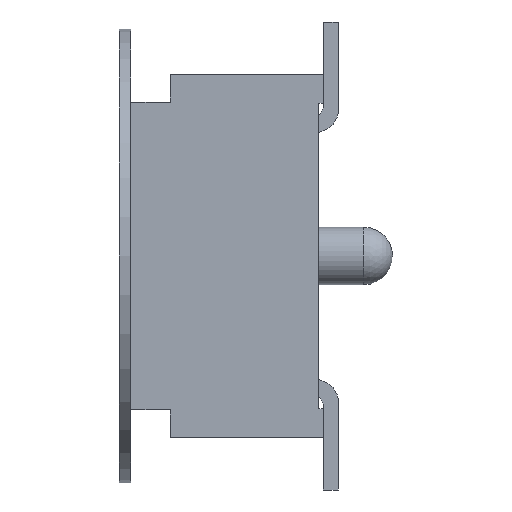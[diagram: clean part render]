
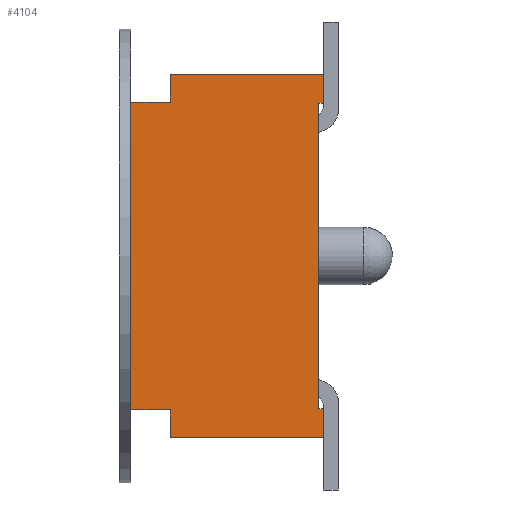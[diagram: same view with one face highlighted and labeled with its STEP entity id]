
A CAD part, left-side view. The second image highlights one B-rep face of the part: STEP entity #4104.
In plain terms, the highlighted planar face has unit normal (-1, 0, 0).
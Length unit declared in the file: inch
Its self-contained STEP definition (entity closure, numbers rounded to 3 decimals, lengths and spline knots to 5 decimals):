
#125=ORIENTED_EDGE('',*,*,#1309,.T.);
#126=ORIENTED_EDGE('',*,*,#1310,.T.);
#127=ORIENTED_EDGE('',*,*,#1311,.F.);
#128=ORIENTED_EDGE('',*,*,#1312,.T.);
#129=ORIENTED_EDGE('',*,*,#1313,.T.);
#130=ORIENTED_EDGE('',*,*,#1314,.T.);
#131=ORIENTED_EDGE('',*,*,#1315,.T.);
#132=ORIENTED_EDGE('',*,*,#1316,.T.);
#133=ORIENTED_EDGE('',*,*,#1317,.T.);
#134=ORIENTED_EDGE('',*,*,#1318,.T.);
#135=ORIENTED_EDGE('',*,*,#1319,.T.);
#136=ORIENTED_EDGE('',*,*,#1320,.F.);
#1309=EDGE_CURVE('',#1901,#1902,#2273,.T.);
#1310=EDGE_CURVE('',#1902,#1903,#2274,.T.);
#1311=EDGE_CURVE('',#1904,#1903,#2275,.T.);
#1312=EDGE_CURVE('',#1904,#1905,#2276,.T.);
#1313=EDGE_CURVE('',#1905,#1906,#2277,.T.);
#1314=EDGE_CURVE('',#1906,#1907,#2278,.T.);
#1315=EDGE_CURVE('',#1907,#1908,#2279,.T.);
#1316=EDGE_CURVE('',#1908,#1909,#2280,.T.);
#1317=EDGE_CURVE('',#1909,#1910,#2281,.T.);
#1318=EDGE_CURVE('',#1910,#1911,#2282,.T.);
#1319=EDGE_CURVE('',#1911,#1912,#2283,.T.);
#1320=EDGE_CURVE('',#1901,#1912,#2284,.T.);
#1901=VERTEX_POINT('',#5822);
#1902=VERTEX_POINT('',#5823);
#1903=VERTEX_POINT('',#5825);
#1904=VERTEX_POINT('',#5827);
#1905=VERTEX_POINT('',#5829);
#1906=VERTEX_POINT('',#5831);
#1907=VERTEX_POINT('',#5833);
#1908=VERTEX_POINT('',#5835);
#1909=VERTEX_POINT('',#5837);
#1910=VERTEX_POINT('',#5839);
#1911=VERTEX_POINT('',#5841);
#1912=VERTEX_POINT('',#5843);
#2273=LINE('',#5821,#2813);
#2274=LINE('',#5824,#2814);
#2275=LINE('',#5826,#2815);
#2276=LINE('',#5828,#2816);
#2277=LINE('',#5830,#2817);
#2278=LINE('',#5832,#2818);
#2279=LINE('',#5834,#2819);
#2280=LINE('',#5836,#2820);
#2281=LINE('',#5838,#2821);
#2282=LINE('',#5840,#2822);
#2283=LINE('',#5842,#2823);
#2284=LINE('',#5844,#2824);
#2813=VECTOR('',#4691,39.37008);
#2814=VECTOR('',#4692,39.37008);
#2815=VECTOR('',#4693,39.37008);
#2816=VECTOR('',#4694,39.37008);
#2817=VECTOR('',#4695,39.37008);
#2818=VECTOR('',#4696,39.37008);
#2819=VECTOR('',#4697,39.37008);
#2820=VECTOR('',#4698,39.37008);
#2821=VECTOR('',#4699,39.37008);
#2822=VECTOR('',#4700,39.37008);
#2823=VECTOR('',#4701,39.37008);
#2824=VECTOR('',#4702,39.37008);
#3353=EDGE_LOOP('',(#125,#126,#127,#128,#129,#130,#131,#132,#133,#134,#135,
#136));
#3623=FACE_BOUND('',#3353,.T.);
#3893=PLANE('',#4392);
#4104=ADVANCED_FACE('',(#3623),#3893,.F.);
#4392=AXIS2_PLACEMENT_3D('',#5820,#4689,#4690);
#4689=DIRECTION('',(1.,0.,0.));
#4690=DIRECTION('',(0.,0.,-1.));
#4691=DIRECTION('',(0.,0.,-1.));
#4692=DIRECTION('',(0.,1.,0.));
#4693=DIRECTION('',(0.,0.,1.));
#4694=DIRECTION('',(0.,-1.,0.));
#4695=DIRECTION('',(0.,0.,-1.));
#4696=DIRECTION('',(0.,-1.,0.));
#4697=DIRECTION('',(0.,0.,1.));
#4698=DIRECTION('',(0.,1.,0.));
#4699=DIRECTION('',(0.,0.,1.));
#4700=DIRECTION('',(0.,-1.,0.));
#4701=DIRECTION('',(0.,0.,1.));
#4702=DIRECTION('',(0.,-1.,0.));
#5820=CARTESIAN_POINT('',(0.,0.0835,-0.07875));
#5821=CARTESIAN_POINT('',(0.,0.0665,0.11675));
#5822=CARTESIAN_POINT('',(0.,0.0665,0.07875));
#5823=CARTESIAN_POINT('',(0.,0.0665,0.06675));
#5824=CARTESIAN_POINT('',(0.,0.0665,0.06675));
#5825=CARTESIAN_POINT('',(0.,0.0835,0.06675));
#5826=CARTESIAN_POINT('',(0.,0.0835,-0.07875));
#5827=CARTESIAN_POINT('',(0.,0.0835,-0.06675));
#5828=CARTESIAN_POINT('',(0.,0.0835,-0.06675));
#5829=CARTESIAN_POINT('',(0.,0.0665,-0.06675));
#5830=CARTESIAN_POINT('',(0.,0.0665,-0.06675));
#5831=CARTESIAN_POINT('',(0.,0.0665,-0.07875));
#5832=CARTESIAN_POINT('',(0.,0.0835,-0.07875));
#5833=CARTESIAN_POINT('',(0.,0.,-0.07875));
#5834=CARTESIAN_POINT('',(0.,0.,-0.07875));
#5835=CARTESIAN_POINT('',(0.,0.,-0.06635));
#5836=CARTESIAN_POINT('',(0.,0.,-0.06635));
#5837=CARTESIAN_POINT('',(0.,0.002,-0.06635));
#5838=CARTESIAN_POINT('',(0.,0.002,-0.06635));
#5839=CARTESIAN_POINT('',(0.,0.002,0.06635));
#5840=CARTESIAN_POINT('',(0.,0.002,0.06635));
#5841=CARTESIAN_POINT('',(0.,0.,0.06635));
#5842=CARTESIAN_POINT('',(0.,0.,-0.07875));
#5843=CARTESIAN_POINT('',(0.,0.,0.07875));
#5844=CARTESIAN_POINT('',(0.,0.0835,0.07875));
